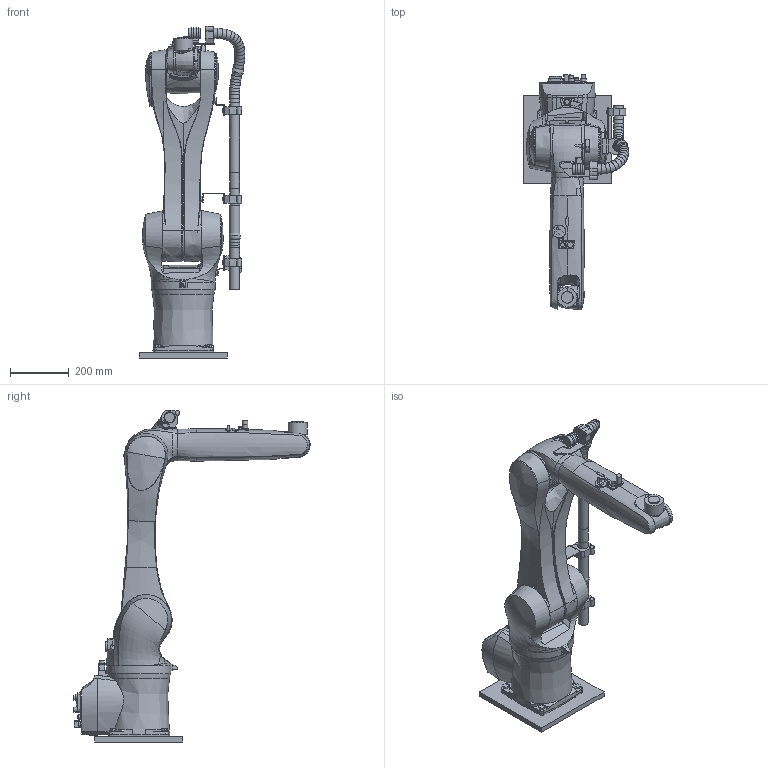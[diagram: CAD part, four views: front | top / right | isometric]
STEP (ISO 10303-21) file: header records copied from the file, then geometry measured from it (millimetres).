
FILE_DESCRIPTION(/* description */ (''),/* implementation_level */ '2;1');
FILE_NAME(/* name */ 'KR10.stp',/* time_stamp */ '2025-02-07T18:22:44+02:00',/* author */ ('Raul'),/* organization */ (''),/* preprocessor_version */ 'ST-DEVELOPER v20',/* originating_system */ 'Autodesk Inventor 2025',/* authorisation */ '');
FILE_SCHEMA (('AUTOMOTIVE_DESIGN { 1 0 10303 214 3 1 1 }'));
Length unit declared in the file: inch
Products named in the file (2): Assembly1; KR10_R1100_fivve_C
Assembly tree (1 placements, depth 2):
  Assembly1
    KR10_R1100_fivve_C
Bounding box: 359.59 x 803.42 x 1129 mm (x, y, z)
Volume: 1723337.5 mm3; surface area: 1660016 mm2
Topology: 4 solids, 94 shells, 561 faces, 2153 edges, 1559 vertices
Faces by surface type: plane 245, bspline 137, cylinder 91, torus 44, cone 34, sphere 10
Full cylindrical faces by diameter (mm): 5 x1, 8 x1, 9.8 x1, 12 x5, 14 x5, 16 x4, 19 x2, 20 x2, 34 x5, 58 x1, 65.5 x1, 218.02 x1
Entity records: 50416 total; most frequent: CARTESIAN_POINT 33220, ORIENTED_EDGE 3232, DIRECTION 3100, EDGE_CURVE 2130, VERTEX_POINT 1559, AXIS2_PLACEMENT_3D 1131, LINE 838, VECTOR 838
